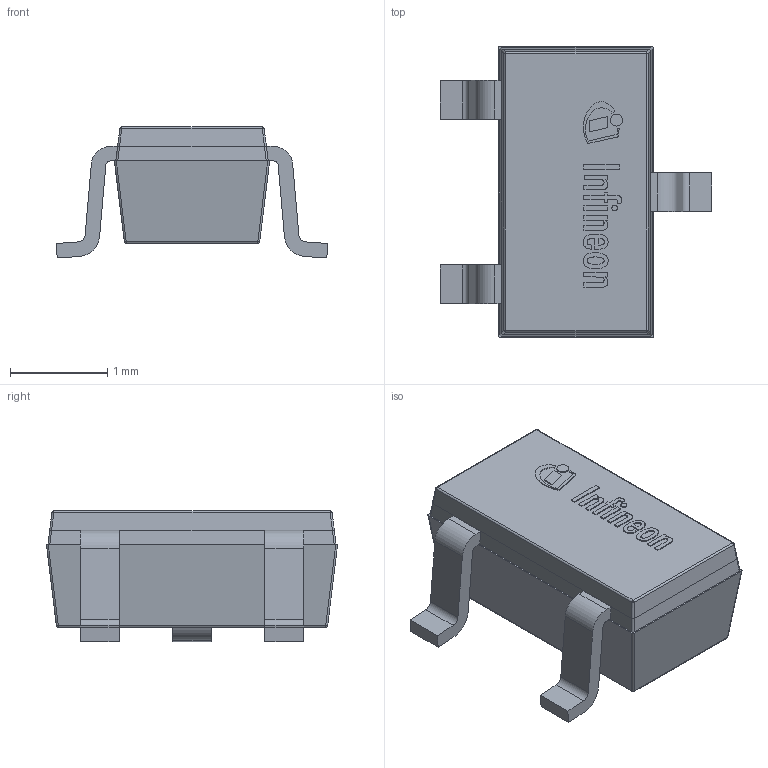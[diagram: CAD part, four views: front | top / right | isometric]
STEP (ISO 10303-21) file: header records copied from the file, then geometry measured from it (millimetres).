
FILE_DESCRIPTION(/* description */ (''),/* implementation_level */ '2;1');
FILE_NAME(/* name */ 'PG-SC59-3-5_Z8B00001989_V05_3D.stp',/* time_stamp */ '2023-01-18T17:26:52+06:00',/* author */ ('Subramani'),/* organization */ (''),/* preprocessor_version */ 'ST-DEVELOPER v16.13',/* originating_system */ 'AutoCAD Mechanical',/* authorisation */ '');
FILE_SCHEMA (('AUTOMOTIVE_DESIGN { 1 0 10303 214 3 1 1 }'));
Length unit declared in the file: millimetre
Products named in the file (1): Product
Bounding box: 2.8 x 3 x 1.36 mm (x, y, z)
Volume: 5.5 mm3; surface area: 42.8 mm2
Topology: 18 solids, 18 shells, 196 faces, 456 edges, 296 vertices
Faces by surface type: plane 137, cylinder 35, bspline 16, sphere 8
Full cylindrical faces by diameter (mm): 0.06 x1, 0.122 x1
Entity records: 5793 total; most frequent: CARTESIAN_POINT 1375, ORIENTED_EDGE 908, DIRECTION 854, EDGE_CURVE 454, LINE 352, VECTOR 352, VERTEX_POINT 296, AXIS2_PLACEMENT_3D 251
